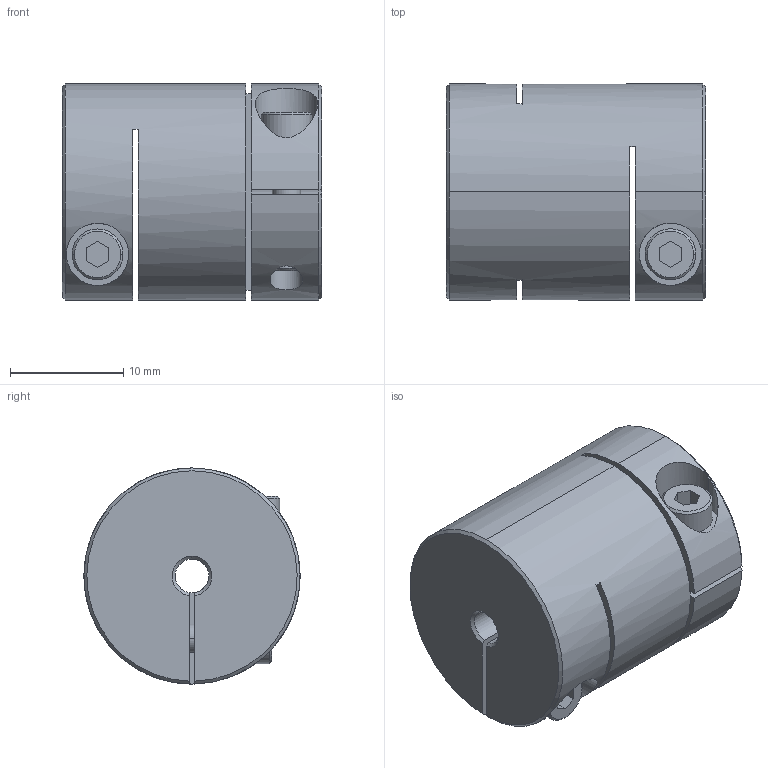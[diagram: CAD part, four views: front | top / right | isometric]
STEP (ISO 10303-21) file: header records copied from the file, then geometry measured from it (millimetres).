
FILE_DESCRIPTION (( 'STEP AP203' ), '1' );
FILE_NAME ('CL2-075_CLAMP.step', '2011-08-10T06:48:44', ( '' ), ( '' ), 'SwSTEP 2.0', 'SolidWorks 2010', '' );
FILE_SCHEMA (( 'CONFIG_CONTROL_DESIGN' ));
Length unit declared in the file: millimetre
Products named in the file (1): CL2-075_CLAMP
Bounding box: 22.9 x 19.1 x 19.1 mm (x, y, z)
Volume: 6001.7 mm3; surface area: 3729.1 mm2
Topology: 3 solids, 3 shells, 85 faces, 203 edges, 130 vertices
Faces by surface type: plane 34, cylinder 30, cone 21
Entity records: 2772 total; most frequent: CARTESIAN_POINT 659, DIRECTION 441, ORIENTED_EDGE 406, EDGE_CURVE 203, AXIS2_PLACEMENT_3D 168, VERTEX_POINT 130, VECTOR 105, LINE 105
